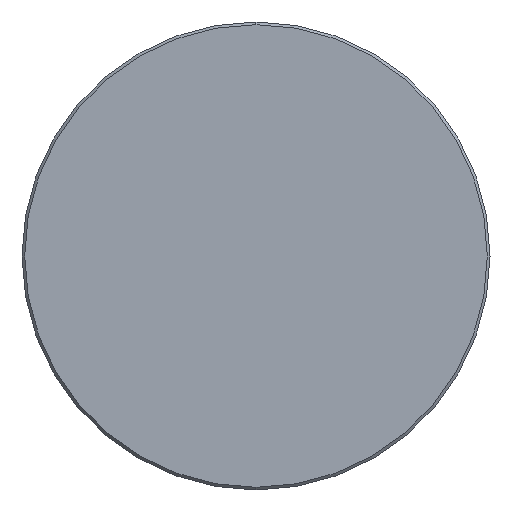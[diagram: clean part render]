
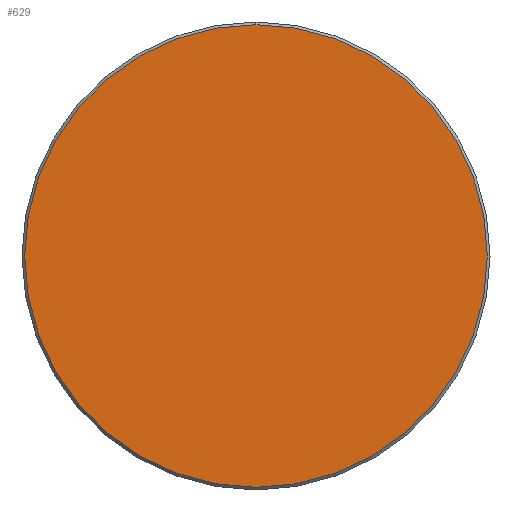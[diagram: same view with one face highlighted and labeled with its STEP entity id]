
A CAD part, left-side view. The second image highlights one B-rep face of the part: STEP entity #629.
In plain terms, the highlighted planar face has unit normal (-1, 0, 0).
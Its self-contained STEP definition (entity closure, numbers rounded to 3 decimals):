
#91 = CIRCLE ( 'NONE', #261, 85.5 ) ;
#261 = AXIS2_PLACEMENT_3D ( 'NONE', #1222, #1261, #1220 ) ;
#500 = DIRECTION ( 'NONE',  ( 0., 0., -1. ) ) ;
#517 = DIRECTION ( 'NONE',  ( -1., 0., 0. ) ) ;
#533 = CARTESIAN_POINT ( 'NONE',  ( -537.131, 0., 0. ) ) ;
#561 = DIRECTION ( 'NONE',  ( 0., 0., -1. ) ) ;
#577 = CARTESIAN_POINT ( 'NONE',  ( -537.131, 0., 0. ) ) ;
#584 = PLANE ( 'NONE',  #747 ) ;
#589 = DIRECTION ( 'NONE',  ( 1., 0., 0. ) ) ;
#629 = ADVANCED_FACE ( 'NONE', ( #1325 ), #584, .F. ) ;
#639 = EDGE_CURVE ( 'NONE', #1364, #1386, #1301, .T. ) ;
#724 = AXIS2_PLACEMENT_3D ( 'NONE', #533, #517, #561 ) ;
#747 = AXIS2_PLACEMENT_3D ( 'NONE', #577, #589, #500 ) ;
#768 = EDGE_CURVE ( 'NONE', #1386, #1364, #91, .T. ) ;
#993 = CARTESIAN_POINT ( 'NONE',  ( -537.131, 0., -85.5 ) ) ;
#1037 = CARTESIAN_POINT ( 'NONE',  ( -537.131, 0., 85.5 ) ) ;
#1220 = DIRECTION ( 'NONE',  ( 0., 0., -1. ) ) ;
#1222 = CARTESIAN_POINT ( 'NONE',  ( -537.131, 0., 0. ) ) ;
#1261 = DIRECTION ( 'NONE',  ( -1., 0., 0. ) ) ;
#1301 = CIRCLE ( 'NONE', #724, 85.5 ) ;
#1325 = FACE_OUTER_BOUND ( 'NONE', #1617, .T. ) ;
#1364 = VERTEX_POINT ( 'NONE', #993 ) ;
#1386 = VERTEX_POINT ( 'NONE', #1037 ) ;
#1516 = ORIENTED_EDGE ( 'NONE', *, *, #768, .T. ) ;
#1576 = ORIENTED_EDGE ( 'NONE', *, *, #639, .T. ) ;
#1617 = EDGE_LOOP ( 'NONE', ( #1576, #1516 ) ) ;
